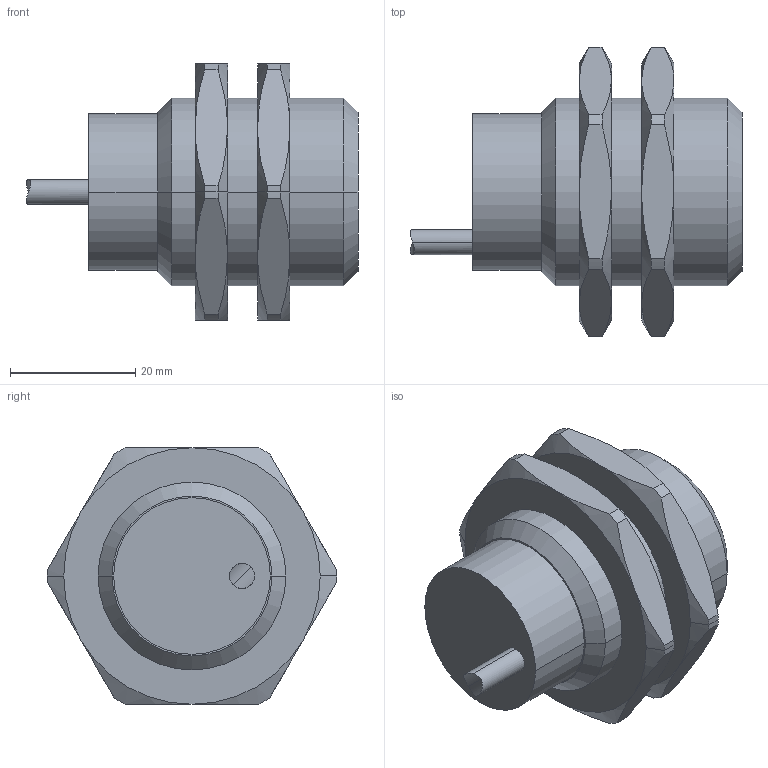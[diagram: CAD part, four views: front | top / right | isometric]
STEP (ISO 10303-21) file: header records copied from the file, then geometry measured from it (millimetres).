
FILE_DESCRIPTION(('STEP AP242'),'1');
FILE_NAME('xs130b3pcl2.stp','2021-04-21T11:13:03',('TraceParts'),('TraceParts S.A.'),'Spatial InterOp 3D',' ',' ');
FILE_SCHEMA(('AP242_MANAGED_MODEL_BASED_3D_ENGINEERING_MIM_LF {1 0 10303 442 1 1 4}'));
Length unit declared in the file: millimetre
Products named in the file (1): xs130b3pcl2_1
Bounding box: 53 x 46.19 x 40.95 mm (x, y, z)
Volume: 36239.9 mm3; surface area: 10521.9 mm2
Topology: 3 solids, 3 shells, 91 faces, 207 edges, 124 vertices
Faces by surface type: cone 44, cylinder 28, plane 19
Entity records: 2580 total; most frequent: CARTESIAN_POINT 591, DIRECTION 435, ORIENTED_EDGE 414, EDGE_CURVE 207, AXIS2_PLACEMENT_3D 188, VERTEX_POINT 124, EDGE_LOOP 97, CIRCLE 94
